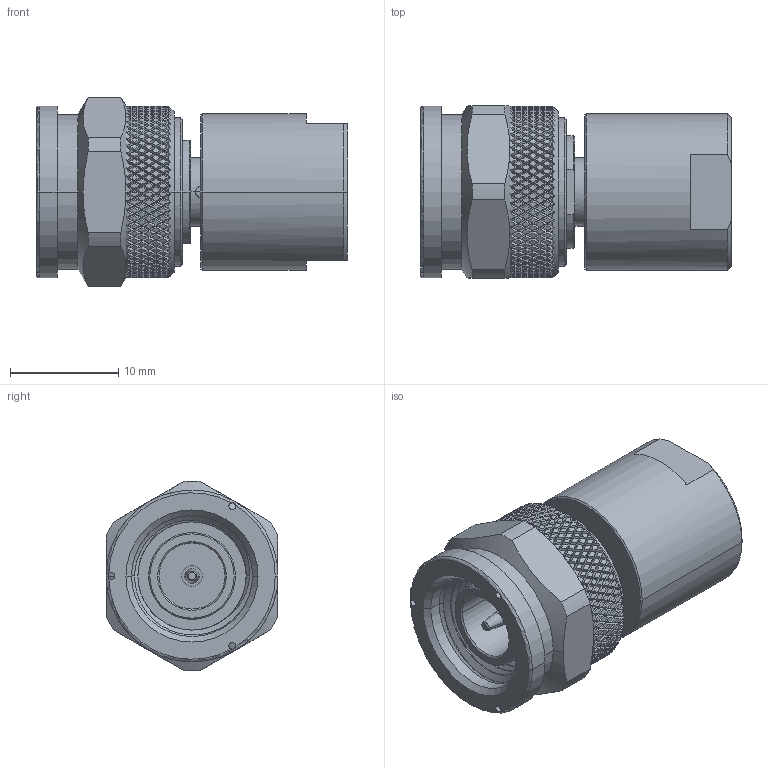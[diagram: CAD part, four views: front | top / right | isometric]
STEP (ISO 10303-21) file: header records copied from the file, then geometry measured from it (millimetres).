
FILE_DESCRIPTION (( 'STEP AP203' ), '1' );
FILE_NAME ('STT1845.step', '2019-02-20T21:20:13', ( '' ), ( '' ), 'SwSTEP 2.0', 'SolidWorks 2017', '' );
FILE_SCHEMA (( 'CONFIG_CONTROL_DESIGN' ));
Products named in the file (1): STT1845
Bounding box: 28.7 x 15.88 x 17.52 mm (x, y, z)
Volume: 4262.6 mm3; surface area: 2860.2 mm2
Topology: 1 solids, 1 shells, 2463 faces, 5183 edges, 2727 vertices
Faces by surface type: bspline 1888, cylinder 449, plane 91, cone 31, torus 4
Entity records: 197016 total; most frequent: CARTESIAN_POINT 165634, ORIENTED_EDGE 10366, EDGE_CURVE 5183, VERTEX_POINT 2727, EDGE_LOOP 2474, ADVANCED_FACE 2463, FACE_OUTER_BOUND 2463, B_SPLINE_CURVE_WITH_KNOTS 2256
